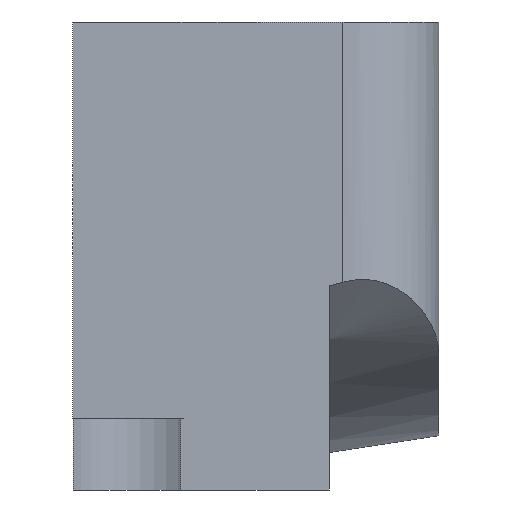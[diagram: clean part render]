
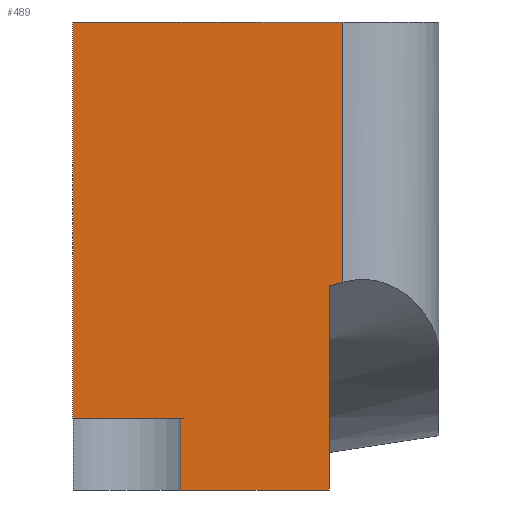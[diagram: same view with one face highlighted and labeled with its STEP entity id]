
A CAD part, left-side view. The second image highlights one B-rep face of the part: STEP entity #489.
In plain terms, the highlighted planar face has unit normal (-1, 0, 0).
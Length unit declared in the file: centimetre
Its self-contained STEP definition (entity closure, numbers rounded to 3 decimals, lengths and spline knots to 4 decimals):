
#108=(
BOUNDED_CURVE()
B_SPLINE_CURVE(2,(#787,#788,#789),.UNSPECIFIED.,.F.,.U.)
B_SPLINE_CURVE_WITH_KNOTS((3,3),(0.,0.4746),.UNSPECIFIED.)
CURVE()
GEOMETRIC_REPRESENTATION_ITEM()
RATIONAL_B_SPLINE_CURVE((1.,1.001,1.))
REPRESENTATION_ITEM('')
);
#131=VECTOR('',#559,1.);
#133=VECTOR('',#569,1.);
#135=VECTOR('',#577,1.);
#144=VECTOR('',#597,1.);
#148=VECTOR('',#616,1.);
#149=VECTOR('',#618,1.);
#151=VECTOR('',#621,1.);
#165=LINE('',#675,#131);
#167=LINE('',#687,#133);
#169=LINE('',#695,#135);
#178=LINE('',#723,#144);
#182=LINE('',#796,#148);
#183=LINE('',#798,#149);
#185=LINE('',#802,#151);
#203=VERTEX_POINT('',#674);
#204=VERTEX_POINT('',#676);
#207=VERTEX_POINT('',#684);
#208=VERTEX_POINT('',#686);
#211=VERTEX_POINT('',#694);
#223=VERTEX_POINT('',#786);
#224=VERTEX_POINT('',#790);
#225=VERTEX_POINT('',#799);
#262=EDGE_CURVE('',#204,#203,#165,.T.);
#268=EDGE_CURVE('',#207,#208,#167,.T.);
#272=EDGE_CURVE('',#208,#211,#169,.T.);
#285=EDGE_CURVE('',#207,#203,#178,.T.);
#292=EDGE_CURVE('',#224,#223,#108,.T.);
#296=EDGE_CURVE('',#204,#223,#182,.T.);
#297=EDGE_CURVE('',#225,#224,#183,.T.);
#299=EDGE_CURVE('',#211,#225,#185,.T.);
#390=ORIENTED_EDGE('',*,*,#272,.T.);
#391=ORIENTED_EDGE('',*,*,#299,.T.);
#392=ORIENTED_EDGE('',*,*,#297,.T.);
#393=ORIENTED_EDGE('',*,*,#292,.T.);
#394=ORIENTED_EDGE('',*,*,#296,.F.);
#395=ORIENTED_EDGE('',*,*,#262,.T.);
#396=ORIENTED_EDGE('',*,*,#285,.F.);
#397=ORIENTED_EDGE('',*,*,#268,.T.);
#437=EDGE_LOOP('',(#390,#391,#392,#393,#394,#395,#396,#397));
#465=FACE_BOUND('',#437,.T.);
#489=ADVANCED_FACE('',(#465),#822,.T.);
#527=AXIS2_PLACEMENT_3D('',#803,#622,$);
#559=DIRECTION('',(0.,1.,0.));
#569=DIRECTION('',(0.,-1.,0.));
#577=DIRECTION('',(0.,0.,-1.));
#597=DIRECTION('',(0.,0.,1.));
#616=DIRECTION('',(0.,0.,-1.));
#618=DIRECTION('',(0.,0.,1.));
#621=DIRECTION('',(0.,-1.,0.));
#622=DIRECTION('',(-1.,0.,0.));
#674=CARTESIAN_POINT('',(-1.425,-0.125,1.95));
#675=CARTESIAN_POINT('',(-1.425,-0.125,1.95));
#676=CARTESIAN_POINT('',(-1.425,-1.25,1.95));
#684=CARTESIAN_POINT('',(-1.425,-0.125,0.3));
#686=CARTESIAN_POINT('',(-1.425,-0.5732,0.3));
#687=CARTESIAN_POINT('',(-1.425,-0.6294,0.3));
#694=CARTESIAN_POINT('',(-1.425,-0.5732,0.));
#695=CARTESIAN_POINT('',(-1.425,-0.5732,0.15));
#723=CARTESIAN_POINT('',(-1.425,-0.125,0.));
#786=CARTESIAN_POINT('',(-1.425,-1.25,0.8658));
#787=CARTESIAN_POINT('',(-1.425,-1.1934,0.8503));
#788=CARTESIAN_POINT('',(-1.425,-1.436,0.9165));
#789=CARTESIAN_POINT('',(-1.425,-1.65,0.9798));
#790=CARTESIAN_POINT('',(-1.425,-1.1934,0.8503));
#796=CARTESIAN_POINT('',(-1.425,-1.25,0.));
#798=CARTESIAN_POINT('',(-1.425,-1.1934,-0.1395));
#799=CARTESIAN_POINT('',(-1.425,-1.1934,0.));
#802=CARTESIAN_POINT('',(-1.425,-0.125,0.));
#803=CARTESIAN_POINT('',(-1.425,-0.8875,0.));
#822=PLANE('',#527);
